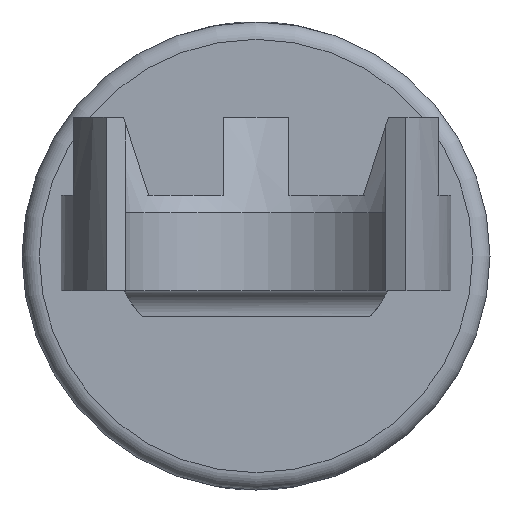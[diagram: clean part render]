
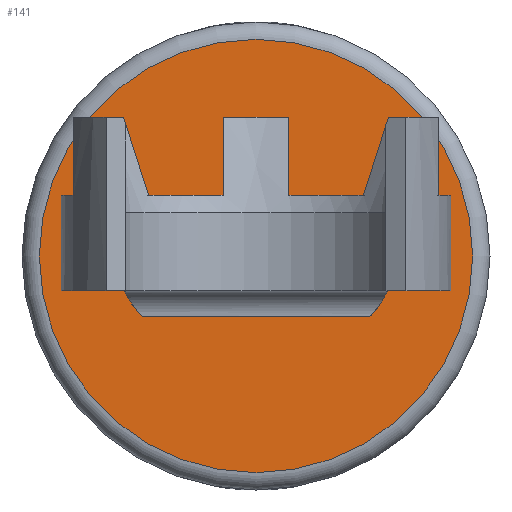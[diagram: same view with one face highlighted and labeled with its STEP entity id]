
A CAD part, left-side view. The second image highlights one B-rep face of the part: STEP entity #141.
In plain terms, the highlighted planar face has unit normal (-1, 0, 0).
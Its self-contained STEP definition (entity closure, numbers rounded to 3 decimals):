
#141 = ADVANCED_FACE( '', ( #296, #297 ), #298, .T. );
#296 = FACE_OUTER_BOUND( '', #448, .T. );
#297 = FACE_BOUND( '', #449, .T. );
#298 = PLANE( '', #450 );
#448 = EDGE_LOOP( '', ( #798 ) );
#449 = EDGE_LOOP( '', ( #799, #800, #801, #802 ) );
#450 = AXIS2_PLACEMENT_3D( '', #803, #804, #805 );
#798 = ORIENTED_EDGE( '', *, *, #981, .T. );
#799 = ORIENTED_EDGE( '', *, *, #863, .T. );
#800 = ORIENTED_EDGE( '', *, *, #961, .T. );
#801 = ORIENTED_EDGE( '', *, *, #933, .T. );
#802 = ORIENTED_EDGE( '', *, *, #965, .T. );
#803 = CARTESIAN_POINT( '', ( 18., 0., 2. ) );
#804 = DIRECTION( '', ( -1., 0., 0. ) );
#805 = DIRECTION( '', ( 0., -1., 0. ) );
#863 = EDGE_CURVE( '', #1018, #1022, #1024, .T. );
#933 = EDGE_CURVE( '', #1137, #1141, #1143, .T. );
#961 = EDGE_CURVE( '', #1022, #1137, #1177, .T. );
#965 = EDGE_CURVE( '', #1141, #1018, #1181, .T. );
#981 = EDGE_CURVE( '', #1199, #1199, #1200, .T. );
#1018 = VERTEX_POINT( '', #1261 );
#1022 = VERTEX_POINT( '', #1277 );
#1024 = LINE( '', #1292, #1293 );
#1137 = VERTEX_POINT( '', #1671 );
#1141 = VERTEX_POINT( '', #1687 );
#1143 = LINE( '', #1702, #1703 );
#1177 = CIRCLE( '', #1749, 5. );
#1181 = CIRCLE( '', #1755, 5. );
#1199 = VERTEX_POINT( '', #1835 );
#1200 = CIRCLE( '', #1836, 12.5 );
#1261 = CARTESIAN_POINT( '', ( 18., 6.571, 5.5 ) );
#1277 = CARTESIAN_POINT( '', ( 18., -6.571, 5.5 ) );
#1292 = CARTESIAN_POINT( '', ( 18., -7.583, 5.5 ) );
#1293 = VECTOR( '', #1867, 1000. );
#1671 = CARTESIAN_POINT( '', ( 18., -6.571, -1.5 ) );
#1687 = CARTESIAN_POINT( '', ( 18., 6.571, -1.5 ) );
#1702 = CARTESIAN_POINT( '', ( 18., 0., -1.5 ) );
#1703 = VECTOR( '', #1955, 1000. );
#1749 = AXIS2_PLACEMENT_3D( '', #1980, #1981, #1982 );
#1755 = AXIS2_PLACEMENT_3D( '', #1985, #1986, #1987 );
#1835 = CARTESIAN_POINT( '', ( 18., -12.5, 2. ) );
#1836 = AXIS2_PLACEMENT_3D( '', #1994, #1995, #1996 );
#1867 = DIRECTION( '', ( 0., -1., 0. ) );
#1955 = DIRECTION( '', ( 0., 1., 0. ) );
#1980 = CARTESIAN_POINT( '', ( 18., -3., 2. ) );
#1981 = DIRECTION( '', ( 1., 0., 0. ) );
#1982 = DIRECTION( '', ( 0., 1., 0. ) );
#1985 = CARTESIAN_POINT( '', ( 18., 3., 2. ) );
#1986 = DIRECTION( '', ( 1., 0., 0. ) );
#1987 = DIRECTION( '', ( 0., -1., 0. ) );
#1994 = CARTESIAN_POINT( '', ( 18., 0., 2. ) );
#1995 = DIRECTION( '', ( -1., 0., 0. ) );
#1996 = DIRECTION( '', ( 0., -1., 0. ) );
